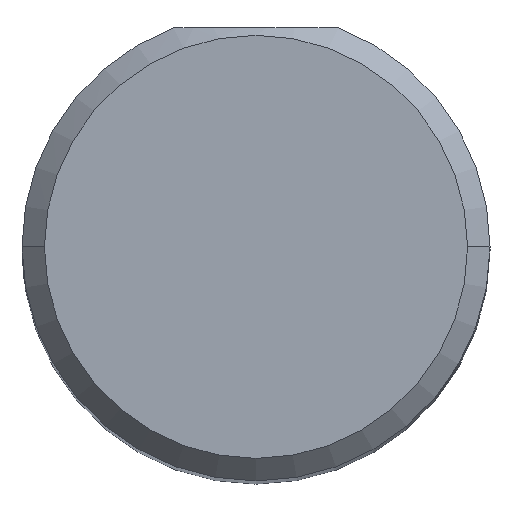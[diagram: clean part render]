
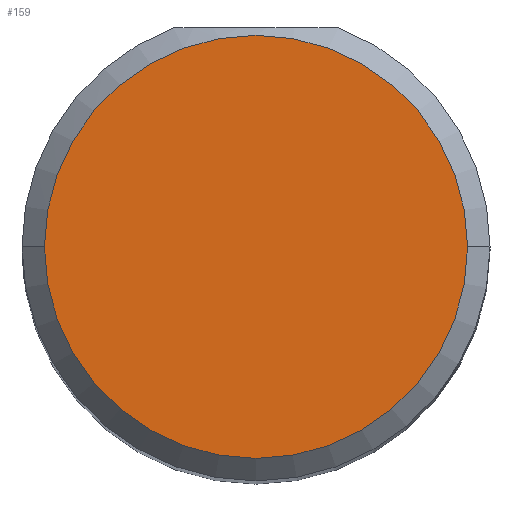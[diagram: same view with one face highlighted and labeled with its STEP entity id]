
A CAD part, top view. The second image highlights one B-rep face of the part: STEP entity #159.
In plain terms, the highlighted planar face has unit normal (0, 0, 1).
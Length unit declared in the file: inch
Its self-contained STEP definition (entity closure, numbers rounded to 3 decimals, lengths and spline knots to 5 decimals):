
#32 = CIRCLE ( 'NONE', #46, 0.14125 ) ;
#42 = DIRECTION ( 'NONE',  ( 0., 0., -1. ) ) ;
#46 = AXIS2_PLACEMENT_3D ( 'NONE', #308, #42, #566 ) ;
#151 = EDGE_LOOP ( 'NONE', ( #323, #507 ) ) ;
#154 = CARTESIAN_POINT ( 'NONE',  ( 0.625, 0., 2.5 ) ) ;
#159 = ADVANCED_FACE ( 'NONE', ( #421 ), #505, .T. ) ;
#192 = DIRECTION ( 'NONE',  ( -1., 0., 0. ) ) ;
#200 = DIRECTION ( 'NONE',  ( 0., 0., -1. ) ) ;
#264 = EDGE_CURVE ( 'NONE', #309, #447, #454, .T. ) ;
#308 = CARTESIAN_POINT ( 'NONE',  ( 0.625, 0., 2.5 ) ) ;
#309 = VERTEX_POINT ( 'NONE', #517 ) ;
#323 = ORIENTED_EDGE ( 'NONE', *, *, #264, .F. ) ;
#336 = CARTESIAN_POINT ( 'NONE',  ( 0.625, 0., 2.5 ) ) ;
#356 = AXIS2_PLACEMENT_3D ( 'NONE', #154, #377, #192 ) ;
#377 = DIRECTION ( 'NONE',  ( 0., 0., 1. ) ) ;
#421 = FACE_OUTER_BOUND ( 'NONE', #151, .T. ) ;
#438 = DIRECTION ( 'NONE',  ( -1., 0., 0. ) ) ;
#443 = CARTESIAN_POINT ( 'NONE',  ( 0.48375, 0., 2.5 ) ) ;
#447 = VERTEX_POINT ( 'NONE', #443 ) ;
#454 = CIRCLE ( 'NONE', #509, 0.14125 ) ;
#505 = PLANE ( 'NONE',  #356 ) ;
#507 = ORIENTED_EDGE ( 'NONE', *, *, #559, .F. ) ;
#509 = AXIS2_PLACEMENT_3D ( 'NONE', #336, #200, #438 ) ;
#517 = CARTESIAN_POINT ( 'NONE',  ( 0.76625, 0., 2.5 ) ) ;
#559 = EDGE_CURVE ( 'NONE', #447, #309, #32, .T. ) ;
#566 = DIRECTION ( 'NONE',  ( -1., 0., 0. ) ) ;
